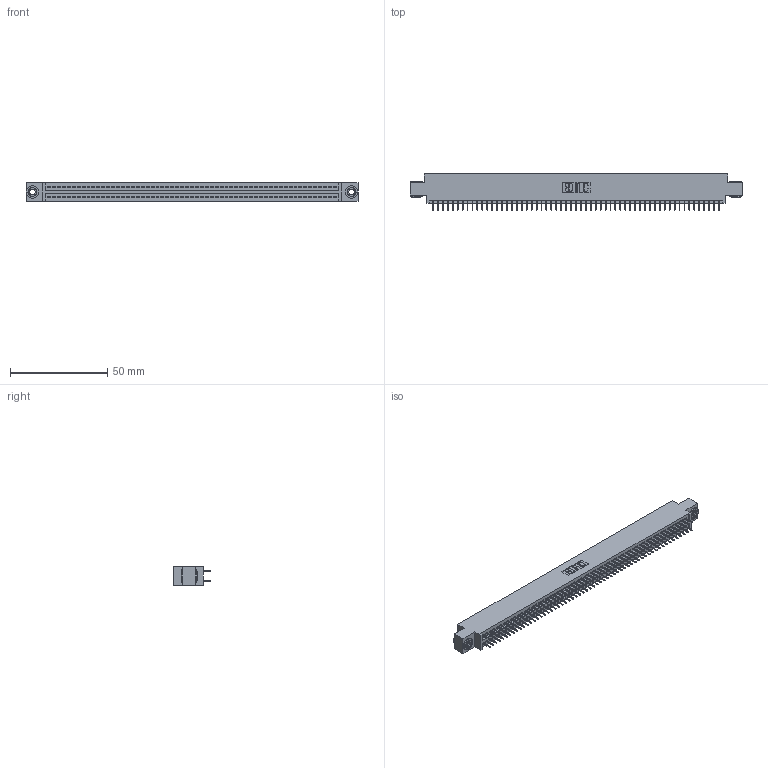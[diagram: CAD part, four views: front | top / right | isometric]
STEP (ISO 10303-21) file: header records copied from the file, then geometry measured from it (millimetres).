
FILE_DESCRIPTION (( 'STEP AP203' ), '1' );
FILE_NAME ('395-118-525-803.STEP', '2020-09-25T21:49:37', ( '' ), ( '' ), 'SwSTEP 2.0', 'SolidWorks 2020', '' );
FILE_SCHEMA (( 'CONFIG_CONTROL_DESIGN' ));
Length unit declared in the file: inch
Products named in the file (4): 395-118-525-803; 345-250-002_345-250-002-102; 345 Part_0.170 Offset - 0.156 Dia-TH; 345-292-001_345-293-125
Assembly tree (121 placements, depth 2):
  395-118-525-803
    345 Part_0.170 Offset - 0.156 Dia-TH
    345-292-001_345-293-125  x118
    345-250-002_345-250-002-102  x2
Bounding box: 171.07 x 18.72 x 9.4 mm (x, y, z)
Volume: 16487.4 mm3; surface area: 24463.5 mm2
Topology: 121 solids, 121 shells, 6540 faces, 18483 edges, 11846 vertices
Faces by surface type: plane 4696, cylinder 1836, cone 8
Entity records: 44860 total; most frequent: CARTESIAN_POINT 7479, ORIENTED_EDGE 7406, DIRECTION 6605, EDGE_CURVE 3703, VECTOR 3315, LINE 3315, VERTEX_POINT 2462, AXIS2_PLACEMENT_3D 1645
